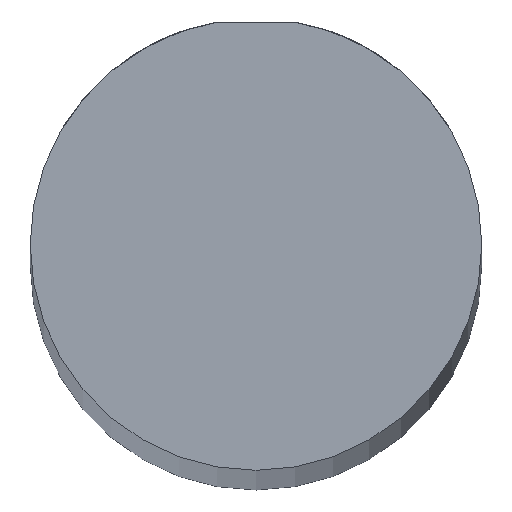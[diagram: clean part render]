
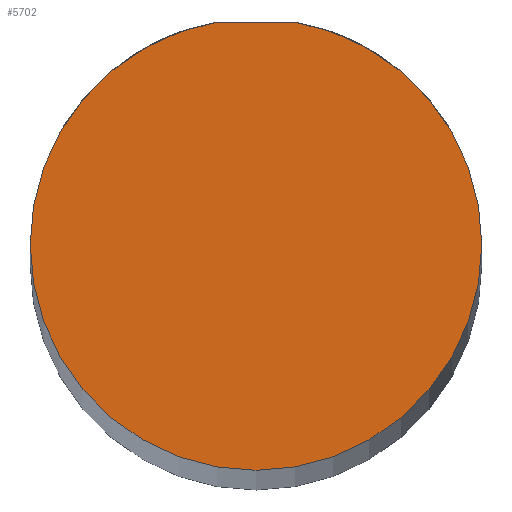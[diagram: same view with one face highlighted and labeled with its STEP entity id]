
A CAD part, top view. The second image highlights one B-rep face of the part: STEP entity #5702.
In plain terms, the highlighted planar face has unit normal (0, 0, 1).
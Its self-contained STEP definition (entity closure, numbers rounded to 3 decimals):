
#503 = AXIS2_PLACEMENT_3D ( 'NONE', #815, #5227, #9356 ) ;
#786 = CARTESIAN_POINT ( 'NONE',  ( 0., 19.7, 1000. ) ) ;
#815 = CARTESIAN_POINT ( 'NONE',  ( 0., 0., 1000. ) ) ;
#997 = EDGE_LOOP ( 'NONE', ( #8192, #7561, #3604, #5766 ) ) ;
#1100 = CARTESIAN_POINT ( 'NONE',  ( -20., 0., 1000. ) ) ;
#1208 = DIRECTION ( 'NONE',  ( -1., 0., 0. ) ) ;
#1938 = AXIS2_PLACEMENT_3D ( 'NONE', #7072, #9745, #1208 ) ;
#1940 = CIRCLE ( 'NONE', #503, 20. ) ;
#2371 = VERTEX_POINT ( 'NONE', #8945 ) ;
#2401 = CARTESIAN_POINT ( 'NONE',  ( 0., 0., 1000. ) ) ;
#2657 = AXIS2_PLACEMENT_3D ( 'NONE', #5065, #4304, #6854 ) ;
#3604 = ORIENTED_EDGE ( 'NONE', *, *, #6977, .F. ) ;
#3716 = AXIS2_PLACEMENT_3D ( 'NONE', #2401, #5572, #9977 ) ;
#3874 = VERTEX_POINT ( 'NONE', #8217 ) ;
#4304 = DIRECTION ( 'NONE',  ( 0., 0., -1. ) ) ;
#5065 = CARTESIAN_POINT ( 'NONE',  ( 0., 0., 1000. ) ) ;
#5227 = DIRECTION ( 'NONE',  ( 0., 0., -1. ) ) ;
#5572 = DIRECTION ( 'NONE',  ( 0., 0., 1. ) ) ;
#5680 = CIRCLE ( 'NONE', #2657, 20. ) ;
#5702 = ADVANCED_FACE ( 'NONE', ( #6413 ), #6576, .T. ) ;
#5766 = ORIENTED_EDGE ( 'NONE', *, *, #8106, .F. ) ;
#5849 = CIRCLE ( 'NONE', #1938, 20. ) ;
#6241 = VECTOR ( 'NONE', #10270, 1000. ) ;
#6413 = FACE_OUTER_BOUND ( 'NONE', #997, .T. ) ;
#6576 = PLANE ( 'NONE',  #3716 ) ;
#6854 = DIRECTION ( 'NONE',  ( -1., 0., 0. ) ) ;
#6977 = EDGE_CURVE ( 'NONE', #8128, #3874, #1940, .T. ) ;
#7072 = CARTESIAN_POINT ( 'NONE',  ( 0., 0., 1000. ) ) ;
#7561 = ORIENTED_EDGE ( 'NONE', *, *, #10387, .T. ) ;
#8062 = EDGE_CURVE ( 'NONE', #10664, #2371, #5680, .T. ) ;
#8106 = EDGE_CURVE ( 'NONE', #2371, #8128, #5849, .T. ) ;
#8128 = VERTEX_POINT ( 'NONE', #1100 ) ;
#8192 = ORIENTED_EDGE ( 'NONE', *, *, #8062, .F. ) ;
#8217 = CARTESIAN_POINT ( 'NONE',  ( -3.451, 19.7, 1000. ) ) ;
#8945 = CARTESIAN_POINT ( 'NONE',  ( 20., 0., 1000. ) ) ;
#9356 = DIRECTION ( 'NONE',  ( -1., 0., 0. ) ) ;
#9548 = CARTESIAN_POINT ( 'NONE',  ( 3.451, 19.7, 1000. ) ) ;
#9745 = DIRECTION ( 'NONE',  ( 0., 0., -1. ) ) ;
#9977 = DIRECTION ( 'NONE',  ( 1., 0., 0. ) ) ;
#10270 = DIRECTION ( 'NONE',  ( -1., 0., 0. ) ) ;
#10387 = EDGE_CURVE ( 'NONE', #10664, #3874, #10711, .T. ) ;
#10664 = VERTEX_POINT ( 'NONE', #9548 ) ;
#10711 = LINE ( 'NONE', #786, #6241 ) ;
